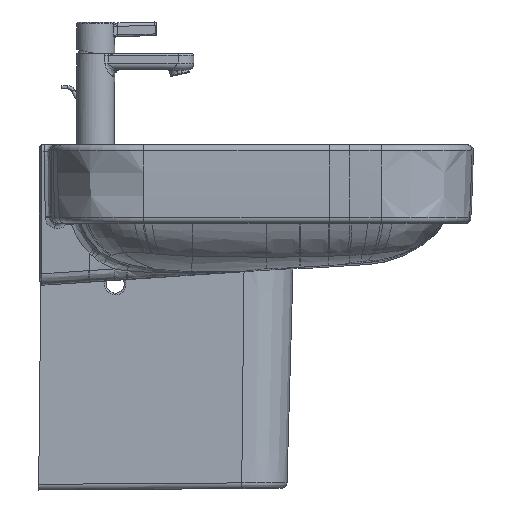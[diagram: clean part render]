
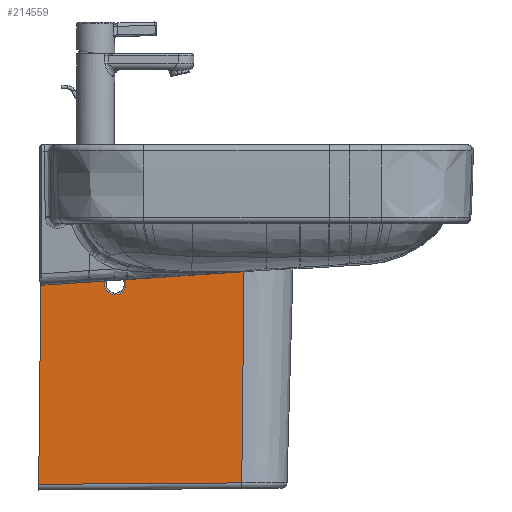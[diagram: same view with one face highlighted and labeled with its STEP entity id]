
A CAD part, front view. The second image highlights one B-rep face of the part: STEP entity #214559.
In plain terms, the highlighted face is planar.
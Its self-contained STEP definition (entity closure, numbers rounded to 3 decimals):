
#214470=CARTESIAN_POINT('',(103.209,-96.569,46.265));
#214471=VERTEX_POINT('',#214470);
#214479=CARTESIAN_POINT('',(103.472,-90.02,35.035));
#214480=DIRECTION('',(1.,-0.01,0.017));
#214481=DIRECTION('',(0.02,0.504,-0.864));
#214482=AXIS2_PLACEMENT_3D('',#214479,#214480,#214481);
#214483=ELLIPSE('',#214482,13.003,13.0);
#214484=EDGE_CURVE('',#214471,#214471,#214483,.T.);
#214517=CARTESIAN_POINT('',(103.75,-122.805,0.0));
#214518=DIRECTION('',(1.,-0.01,0.017));
#214519=DIRECTION('',(0.017,0.0,-1.));
#214520=AXIS2_PLACEMENT_3D('',#214517,#214518,#214519);
#214521=PLANE('',#214520);
#214522=CARTESIAN_POINT('',(100.145,0.0,278.122));
#214523=VERTEX_POINT('',#214522);
#214524=CARTESIAN_POINT('',(104.899,0.0,5.794));
#214525=VERTEX_POINT('',#214524);
#214526=CARTESIAN_POINT('',(104.899,0.,5.794));
#214527=DIRECTION('',(-0.017,0.,1.));
#214528=VECTOR('',#214527,272.37);
#214529=LINE('',#214526,#214528);
#214530=EDGE_CURVE('',#214523,#214525,#214529,.F.);
#214531=ORIENTED_EDGE('',*,*,#214530,.F.);
#214532=CARTESIAN_POINT('',(97.72,-245.562,273.836));
#214533=VERTEX_POINT('',#214532);
#214534=CARTESIAN_POINT('',(100.145,0.,278.122));
#214535=DIRECTION('',(-0.01,-1.,-0.017));
#214536=VECTOR('',#214535,245.611);
#214537=LINE('',#214534,#214536);
#214538=EDGE_CURVE('',#214523,#214533,#214537,.T.);
#214539=ORIENTED_EDGE('',*,*,#214538,.T.);
#214540=CARTESIAN_POINT('',(102.444,-245.61,3.222));
#214541=VERTEX_POINT('',#214540);
#214542=CARTESIAN_POINT('',(97.72,-245.562,273.836));
#214543=DIRECTION('',(0.017,0.,-1.));
#214544=VECTOR('',#214543,270.656);
#214545=LINE('',#214542,#214544);
#214546=EDGE_CURVE('',#214541,#214533,#214545,.F.);
#214547=ORIENTED_EDGE('',*,*,#214546,.F.);
#214548=CARTESIAN_POINT('',(104.899,0.,5.794));
#214549=DIRECTION('',(-0.01,-1.,-0.01));
#214550=VECTOR('',#214549,245.636);
#214551=LINE('',#214548,#214550);
#214552=EDGE_CURVE('',#214541,#214525,#214551,.F.);
#214553=ORIENTED_EDGE('',*,*,#214552,.T.);
#214554=EDGE_LOOP('',(#214531,#214539,#214547,#214553));
#214555=FACE_OUTER_BOUND('',#214554,.T.);
#214556=ORIENTED_EDGE('',*,*,#214484,.F.);
#214557=EDGE_LOOP('',(#214556));
#214558=FACE_BOUND('',#214557,.T.);
#214559=ADVANCED_FACE('',(#214555,#214558),#214521,.T.);
